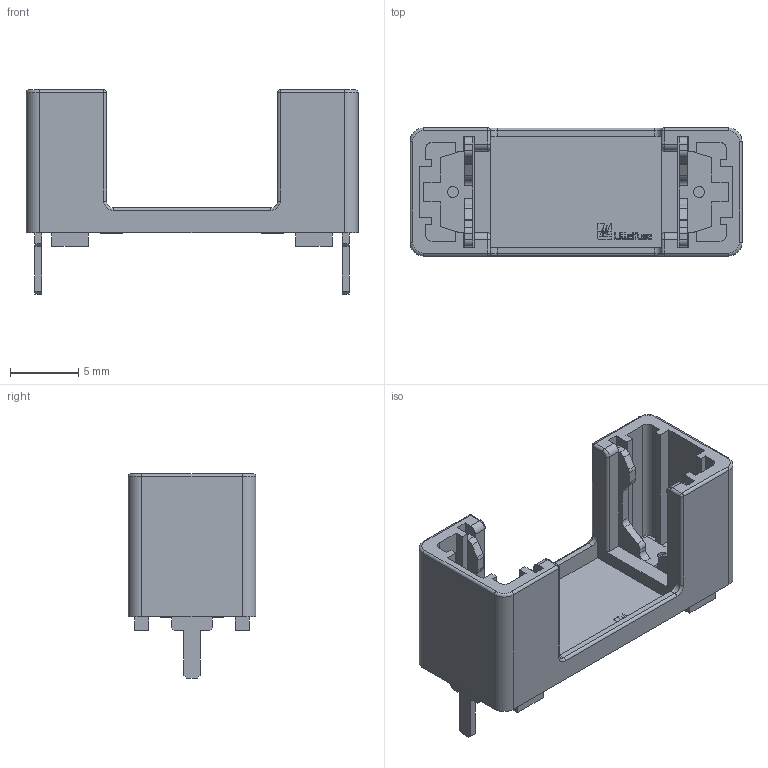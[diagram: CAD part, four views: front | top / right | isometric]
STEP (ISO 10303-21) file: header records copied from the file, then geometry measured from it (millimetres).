
FILE_DESCRIPTION(/* description */ (''),/* implementation_level */ '2;1');
FILE_NAME(/* name */ '1.stp',/* time_stamp */ '2020-04-17T22:08:30+02:00',/* author */ ('k'),/* organization */ (''),/* preprocessor_version */ 'ST-DEVELOPER v15.6',/* originating_system */ 'Autodesk Inventor 2015',/* authorisation */ '');
FILE_SCHEMA (('AUTOMOTIVE_DESIGN { 1 0 10303 214 3 1 1 }'));
Length unit declared in the file: millimetre
Products named in the file (5): 1; 2; 3; Littelfuse Adjastable
Bounding box: 24.4 x 9.4 x 15 mm (x, y, z)
Volume: 625.7 mm3; surface area: 1847.2 mm2
Topology: 19 solids, 19 shells, 488 faces, 1290 edges, 848 vertices
Faces by surface type: plane 325, cylinder 84, bspline 63, torus 12, sphere 4
Full cylindrical faces by diameter (mm): 0.815 x2
Entity records: 15403 total; most frequent: CARTESIAN_POINT 3452, ORIENTED_EDGE 2576, DIRECTION 2210, EDGE_CURVE 1288, LINE 982, VECTOR 982, VERTEX_POINT 848, AXIS2_PLACEMENT_3D 614
